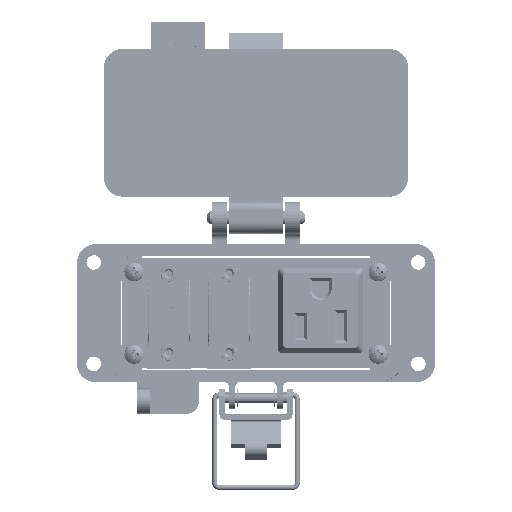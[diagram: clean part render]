
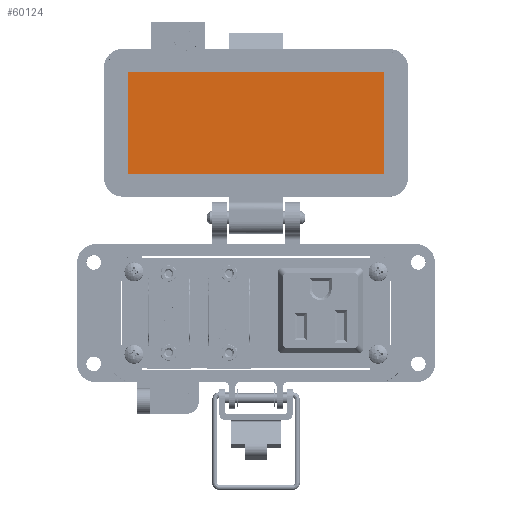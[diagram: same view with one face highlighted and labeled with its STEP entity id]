
A CAD part, top view. The second image highlights one B-rep face of the part: STEP entity #60124.
In plain terms, the highlighted planar face has unit normal (0, 0, 1).
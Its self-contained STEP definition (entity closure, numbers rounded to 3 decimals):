
#1293 = VECTOR ( 'NONE', #88529, 1000. ) ;
#1585 = LINE ( 'NONE', #30524, #1293 ) ;
#17662 = EDGE_CURVE ( 'NONE', #62811, #20988, #91575, .T. ) ;
#18349 = VERTEX_POINT ( 'NONE', #29326 ) ;
#20988 = VERTEX_POINT ( 'NONE', #64822 ) ;
#22610 = CARTESIAN_POINT ( 'NONE',  ( 42., 51.154, -25.55 ) ) ;
#25049 = PLANE ( 'NONE',  #31063 ) ;
#28544 = ORIENTED_EDGE ( 'NONE', *, *, #57139, .F. ) ;
#29256 = EDGE_CURVE ( 'NONE', #18349, #62811, #86838, .T. ) ;
#29326 = CARTESIAN_POINT ( 'NONE',  ( 40.25, 51.154, -25.55 ) ) ;
#30524 = CARTESIAN_POINT ( 'NONE',  ( 40.25, 67.154, -25.55 ) ) ;
#31063 = AXIS2_PLACEMENT_3D ( 'NONE', #91130, #39830, #83060 ) ;
#33075 = DIRECTION ( 'NONE',  ( 0., 1., 0. ) ) ;
#37230 = CARTESIAN_POINT ( 'NONE',  ( -8.5, 83.154, -25.55 ) ) ;
#39061 = VERTEX_POINT ( 'NONE', #44305 ) ;
#39830 = DIRECTION ( 'NONE',  ( 0., 0., 1. ) ) ;
#44305 = CARTESIAN_POINT ( 'NONE',  ( 40.25, 83.154, -25.55 ) ) ;
#51169 = DIRECTION ( 'NONE',  ( -1., 0., 0. ) ) ;
#51482 = LINE ( 'NONE', #37230, #52062 ) ;
#52062 = VECTOR ( 'NONE', #80488, 1000. ) ;
#57139 = EDGE_CURVE ( 'NONE', #20988, #39061, #51482, .T. ) ;
#58964 = VECTOR ( 'NONE', #33075, 1000. ) ;
#60124 = ADVANCED_FACE ( 'NONE', ( #92079 ), #25049, .T. ) ;
#62811 = VERTEX_POINT ( 'NONE', #63017 ) ;
#63017 = CARTESIAN_POINT ( 'NONE',  ( -40.25, 51.154, -25.55 ) ) ;
#63867 = ORIENTED_EDGE ( 'NONE', *, *, #17662, .F. ) ;
#64822 = CARTESIAN_POINT ( 'NONE',  ( -40.25, 83.154, -25.55 ) ) ;
#76989 = VECTOR ( 'NONE', #51169, 1000. ) ;
#80488 = DIRECTION ( 'NONE',  ( 1., 0., 0. ) ) ;
#83060 = DIRECTION ( 'NONE',  ( 0., -1., 0. ) ) ;
#84427 = CARTESIAN_POINT ( 'NONE',  ( -40.25, 67.154, -25.55 ) ) ;
#86209 = EDGE_LOOP ( 'NONE', ( #28544, #63867, #93600, #88772 ) ) ;
#86838 = LINE ( 'NONE', #22610, #76989 ) ;
#88529 = DIRECTION ( 'NONE',  ( 0., -1., 0. ) ) ;
#88772 = ORIENTED_EDGE ( 'NONE', *, *, #93059, .F. ) ;
#91130 = CARTESIAN_POINT ( 'NONE',  ( -8.5, 67.154, -25.55 ) ) ;
#91575 = LINE ( 'NONE', #84427, #58964 ) ;
#92079 = FACE_OUTER_BOUND ( 'NONE', #86209, .T. ) ;
#93059 = EDGE_CURVE ( 'NONE', #39061, #18349, #1585, .T. ) ;
#93600 = ORIENTED_EDGE ( 'NONE', *, *, #29256, .F. ) ;
